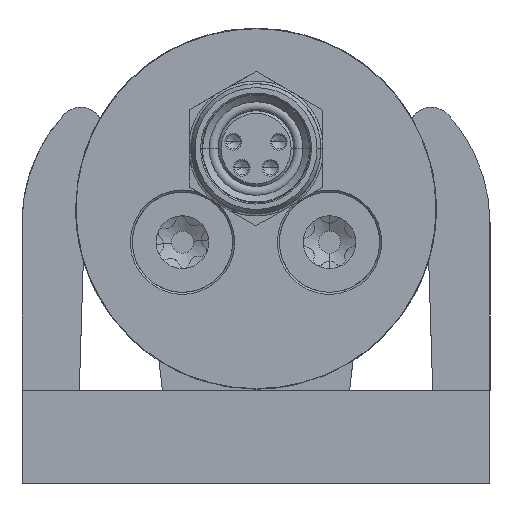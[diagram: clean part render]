
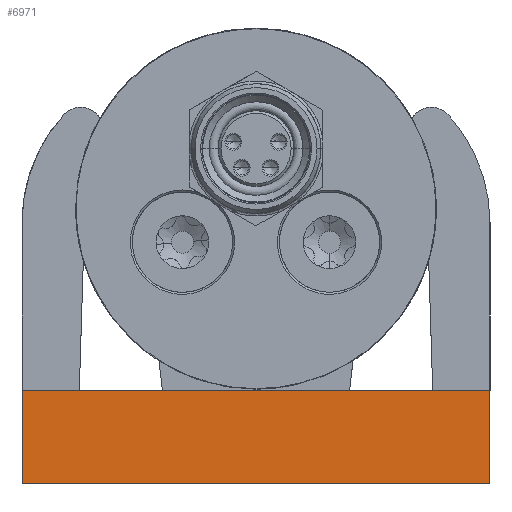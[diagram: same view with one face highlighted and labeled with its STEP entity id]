
A CAD part, front view. The second image highlights one B-rep face of the part: STEP entity #6971.
In plain terms, the highlighted planar face has unit normal (0, -1, 0).
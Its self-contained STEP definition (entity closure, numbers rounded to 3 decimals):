
#6951=AXIS2_PLACEMENT_3D('Plane Axis2P3D',#6948,#6949,#6950) ;
#5018=CARTESIAN_POINT('Vertex',(0.,7.022,0.)) ;
#5034=CARTESIAN_POINT('Vertex',(35.,7.022,0.)) ;
#5037=CARTESIAN_POINT('Line Origine',(17.5,7.022,0.)) ;
#6895=CARTESIAN_POINT('Vertex',(0.,7.022,7.)) ;
#6931=CARTESIAN_POINT('Line Origine',(0.,7.022,3.5)) ;
#6948=CARTESIAN_POINT('Axis2P3D Location',(-0.02,7.022,-0.02)) ;
#6953=CARTESIAN_POINT('Line Origine',(35.,7.022,3.5)) ;
#6957=CARTESIAN_POINT('Vertex',(35.,7.022,7.)) ;
#6960=CARTESIAN_POINT('Line Origine',(17.5,7.022,7.)) ;
#5038=DIRECTION('Vector Direction',(-1.,0.,0.)) ;
#6932=DIRECTION('Vector Direction',(0.,0.,1.)) ;
#6949=DIRECTION('Axis2P3D Direction',(0.,-1.,0.)) ;
#6950=DIRECTION('Axis2P3D XDirection',(1.,0.,0.)) ;
#6954=DIRECTION('Vector Direction',(0.,0.,1.)) ;
#6961=DIRECTION('Vector Direction',(1.,0.,0.)) ;
#5039=VECTOR('Line Direction',#5038,1.) ;
#6933=VECTOR('Line Direction',#6932,1.) ;
#6955=VECTOR('Line Direction',#6954,1.) ;
#6962=VECTOR('Line Direction',#6961,1.) ;
#6966=ORIENTED_EDGE('',*,*,#6959,.T.) ;
#6967=ORIENTED_EDGE('',*,*,#6964,.F.) ;
#6968=ORIENTED_EDGE('',*,*,#6935,.F.) ;
#6969=ORIENTED_EDGE('',*,*,#5041,.F.) ;
#6971=ADVANCED_FACE('Hauptk\X2\00F6\X0\rper',(#6970),#6952,.T.) ;
#5041=EDGE_CURVE('',#5035,#5019,#5040,.T.) ;
#6935=EDGE_CURVE('',#5019,#6896,#6934,.T.) ;
#6959=EDGE_CURVE('',#5035,#6958,#6956,.T.) ;
#6964=EDGE_CURVE('',#6896,#6958,#6963,.T.) ;
#6965=EDGE_LOOP('',(#6966,#6967,#6968,#6969)) ;
#6970=FACE_OUTER_BOUND('',#6965,.T.) ;
#5040=LINE('Line',#5037,#5039) ;
#6934=LINE('Line',#6931,#6933) ;
#6956=LINE('Line',#6953,#6955) ;
#6963=LINE('Line',#6960,#6962) ;
#6952=PLANE('',#6951) ;
#5019=VERTEX_POINT('',#5018) ;
#5035=VERTEX_POINT('',#5034) ;
#6896=VERTEX_POINT('',#6895) ;
#6958=VERTEX_POINT('',#6957) ;
